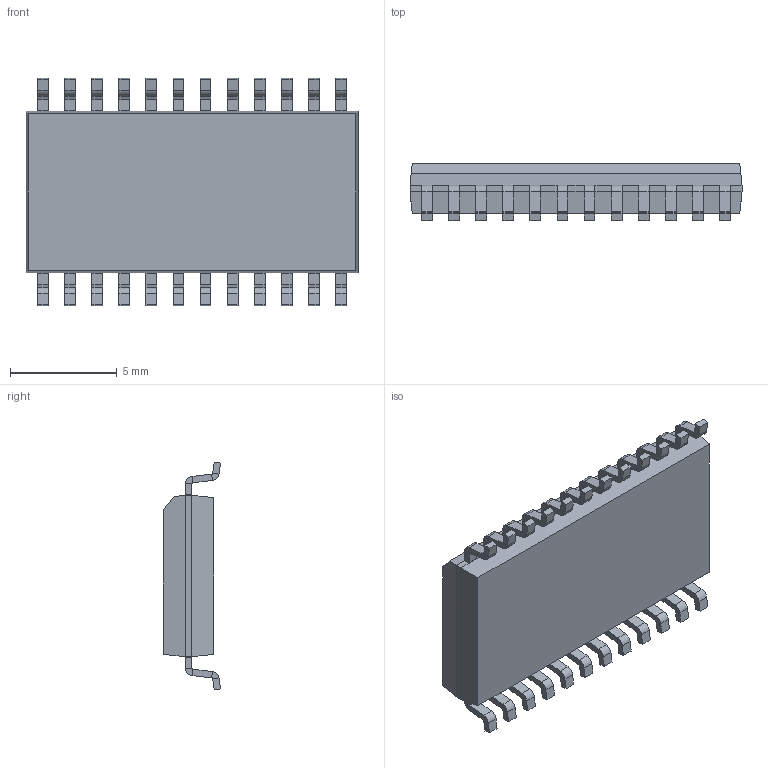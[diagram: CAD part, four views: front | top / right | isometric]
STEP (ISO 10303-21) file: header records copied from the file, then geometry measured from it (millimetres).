
FILE_DESCRIPTION (( 'STEP AP214' ), '1' );
FILE_NAME ('cd74hc4514.STEP', '2015-10-06T10:58:26', ( '' ), ( '' ), 'SwSTEP 2.0', 'SolidWorks 2015', '' );
FILE_SCHEMA (( 'AUTOMOTIVE_DESIGN' ));
Length unit declared in the file: millimetre
Products named in the file (1): cd74hc4514
Bounding box: 15.57 x 2.67 x 10.67 mm (x, y, z)
Volume: 279 mm3; surface area: 428.7 mm2
Topology: 1 solids, 1 shells, 687 faces, 1471 edges, 786 vertices
Faces by surface type: plane 591, cylinder 96
Entity records: 25156 total; most frequent: DIRECTION 3039, CARTESIAN_POINT 2945, ORIENTED_EDGE 2942, EDGE_CURVE 1471, LINE 1279, VECTOR 1279, AXIS2_PLACEMENT_3D 880, VERTEX_POINT 786
